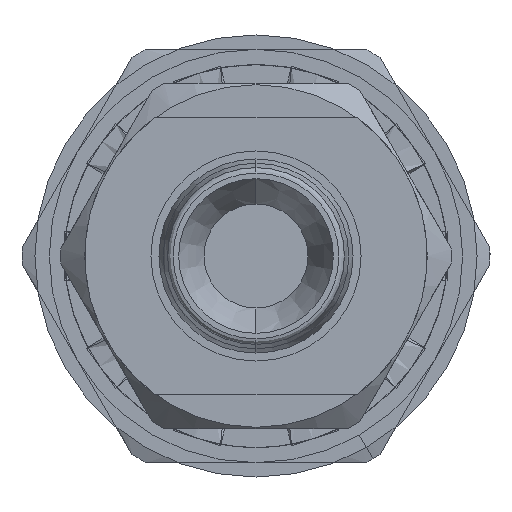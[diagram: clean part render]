
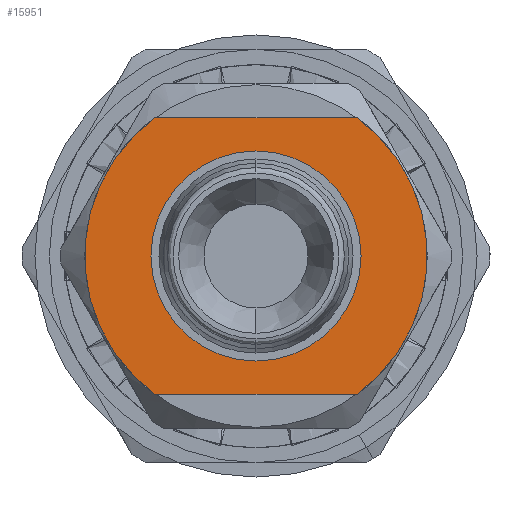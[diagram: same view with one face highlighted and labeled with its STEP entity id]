
A CAD part, left-side view. The second image highlights one B-rep face of the part: STEP entity #15951.
In plain terms, the highlighted face is planar.
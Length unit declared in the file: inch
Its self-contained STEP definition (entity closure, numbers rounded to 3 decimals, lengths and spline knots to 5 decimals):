
#257 = CARTESIAN_POINT ( 'NONE',  ( 0.94, 0.09165, 0.125 ) ) ;
#583 = DIRECTION ( 'NONE',  ( 1., 0., 0. ) ) ;
#1289 = AXIS2_PLACEMENT_3D ( 'NONE', #12355, #25570, #22794 ) ;
#1614 = EDGE_CURVE ( 'NONE', #12050, #32751, #6662, .T. ) ;
#2160 = DIRECTION ( 'NONE',  ( 0., 0., -1. ) ) ;
#2731 = EDGE_CURVE ( 'NONE', #32751, #15542, #21617, .T. ) ;
#3997 = ORIENTED_EDGE ( 'NONE', *, *, #31792, .F. ) ;
#4382 = FACE_BOUND ( 'NONE', #23399, .T. ) ;
#4830 = CARTESIAN_POINT ( 'NONE',  ( 0.94, 0., 0.06101 ) ) ;
#5435 = DIRECTION ( 'NONE',  ( 0., 0., -1. ) ) ;
#5733 = CARTESIAN_POINT ( 'NONE',  ( 0.94, 0., 0. ) ) ;
#5942 = EDGE_CURVE ( 'NONE', #6426, #20286, #8903, .T. ) ;
#6426 = VERTEX_POINT ( 'NONE', #28342 ) ;
#6662 = LINE ( 'NONE', #17262, #11743 ) ;
#8165 = DIRECTION ( 'NONE',  ( 0., 0., -1. ) ) ;
#8829 = ORIENTED_EDGE ( 'NONE', *, *, #5942, .F. ) ;
#8903 = CIRCLE ( 'NONE', #26668, 0.06101 ) ;
#9627 = DIRECTION ( 'NONE',  ( 0., -1., 0. ) ) ;
#10513 = ORIENTED_EDGE ( 'NONE', *, *, #10960, .T. ) ;
#10667 = CARTESIAN_POINT ( 'NONE',  ( 0.94, 0., 0. ) ) ;
#10960 = EDGE_CURVE ( 'NONE', #22577, #12050, #26941, .T. ) ;
#11690 = CARTESIAN_POINT ( 'NONE',  ( 0.94, -0.09165, 0.125 ) ) ;
#11743 = VECTOR ( 'NONE', #20391, 39.37008 ) ;
#12050 = VERTEX_POINT ( 'NONE', #20502 ) ;
#12355 = CARTESIAN_POINT ( 'NONE',  ( 0.94, 0.155, 0. ) ) ;
#12701 = PLANE ( 'NONE',  #1289 ) ;
#13065 = AXIS2_PLACEMENT_3D ( 'NONE', #30813, #28043, #2160 ) ;
#13787 = EDGE_LOOP ( 'NONE', ( #10513, #21078, #16871, #30629 ) ) ;
#13941 = CARTESIAN_POINT ( 'NONE',  ( 0.94, 0., 0. ) ) ;
#14903 = AXIS2_PLACEMENT_3D ( 'NONE', #5733, #24162, #8165 ) ;
#15504 = AXIS2_PLACEMENT_3D ( 'NONE', #10667, #15550, #18501 ) ;
#15542 = VERTEX_POINT ( 'NONE', #257 ) ;
#15550 = DIRECTION ( 'NONE',  ( 1., 0., 0. ) ) ;
#15951 = ADVANCED_FACE ( 'NONE', ( #4382, #27999 ), #12701, .T. ) ;
#16871 = ORIENTED_EDGE ( 'NONE', *, *, #2731, .T. ) ;
#17262 = CARTESIAN_POINT ( 'NONE',  ( 0.94, 0.155, -0.125 ) ) ;
#18072 = EDGE_CURVE ( 'NONE', #15542, #22577, #22842, .T. ) ;
#18501 = DIRECTION ( 'NONE',  ( 0., 0., -1. ) ) ;
#20286 = VERTEX_POINT ( 'NONE', #4830 ) ;
#20391 = DIRECTION ( 'NONE',  ( 0., 1., 0. ) ) ;
#20502 = CARTESIAN_POINT ( 'NONE',  ( 0.94, -0.09165, -0.125 ) ) ;
#21021 = CIRCLE ( 'NONE', #14903, 0.06101 ) ;
#21078 = ORIENTED_EDGE ( 'NONE', *, *, #1614, .T. ) ;
#21617 = CIRCLE ( 'NONE', #15504, 0.155 ) ;
#22577 = VERTEX_POINT ( 'NONE', #11690 ) ;
#22794 = DIRECTION ( 'NONE',  ( 0., 0., -1. ) ) ;
#22842 = LINE ( 'NONE', #33417, #33457 ) ;
#23399 = EDGE_LOOP ( 'NONE', ( #8829, #3997 ) ) ;
#24162 = DIRECTION ( 'NONE',  ( 1., 0., 0. ) ) ;
#25570 = DIRECTION ( 'NONE',  ( 1., 0., 0. ) ) ;
#26668 = AXIS2_PLACEMENT_3D ( 'NONE', #13941, #583, #5435 ) ;
#26941 = CIRCLE ( 'NONE', #13065, 0.155 ) ;
#26959 = CARTESIAN_POINT ( 'NONE',  ( 0.94, 0.09165, -0.125 ) ) ;
#27999 = FACE_OUTER_BOUND ( 'NONE', #13787, .T. ) ;
#28043 = DIRECTION ( 'NONE',  ( 1., 0., 0. ) ) ;
#28342 = CARTESIAN_POINT ( 'NONE',  ( 0.94, 0., -0.06101 ) ) ;
#30629 = ORIENTED_EDGE ( 'NONE', *, *, #18072, .T. ) ;
#30813 = CARTESIAN_POINT ( 'NONE',  ( 0.94, 0., 0. ) ) ;
#31792 = EDGE_CURVE ( 'NONE', #20286, #6426, #21021, .T. ) ;
#32751 = VERTEX_POINT ( 'NONE', #26959 ) ;
#33417 = CARTESIAN_POINT ( 'NONE',  ( 0.94, 0.155, 0.125 ) ) ;
#33457 = VECTOR ( 'NONE', #9627, 39.37008 ) ;
